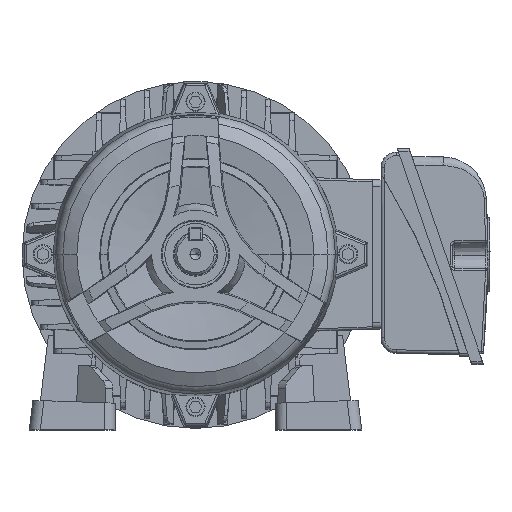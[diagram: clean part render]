
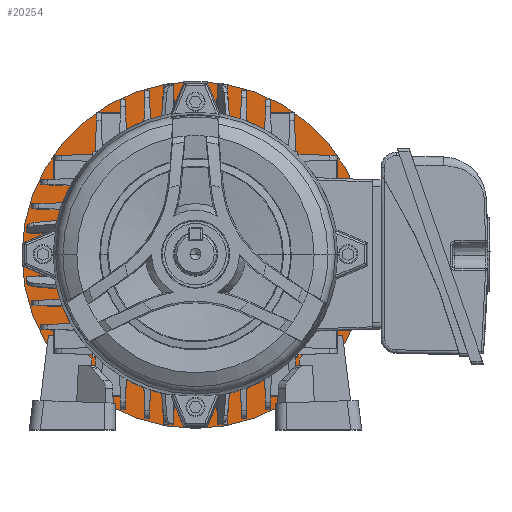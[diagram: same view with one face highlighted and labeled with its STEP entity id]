
A CAD part, top view. The second image highlights one B-rep face of the part: STEP entity #20254.
In plain terms, the highlighted face is planar.
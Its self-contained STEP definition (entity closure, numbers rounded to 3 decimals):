
#9150 = DIRECTION ( 'NONE',  ( 0., 0., -1. ) ) ;
#10775 = EDGE_CURVE ( 'NONE', #15716, #42751, #61476, .T. ) ;
#13217 = PLANE ( 'NONE',  #15809 ) ;
#13418 = DIRECTION ( 'NONE',  ( -1., 0., 0. ) ) ;
#15716 = VERTEX_POINT ( 'NONE', #51671 ) ;
#15809 = AXIS2_PLACEMENT_3D ( 'NONE', #47687, #37092, #13418 ) ;
#19075 = CARTESIAN_POINT ( 'NONE',  ( 79., 0., 0. ) ) ;
#20254 = ADVANCED_FACE ( 'NONE', ( #37157 ), #13217, .T. ) ;
#22844 = DIRECTION ( 'NONE',  ( 0., 0., -1. ) ) ;
#25585 = EDGE_LOOP ( 'NONE', ( #33795, #41287 ) ) ;
#28018 = CARTESIAN_POINT ( 'NONE',  ( 0., 0., 0. ) ) ;
#33491 = EDGE_CURVE ( 'NONE', #42751, #15716, #59372, .T. ) ;
#33658 = CARTESIAN_POINT ( 'NONE',  ( 0., 0., 0. ) ) ;
#33795 = ORIENTED_EDGE ( 'NONE', *, *, #10775, .T. ) ;
#37092 = DIRECTION ( 'NONE',  ( 0., 0., -1. ) ) ;
#37157 = FACE_OUTER_BOUND ( 'NONE', #25585, .T. ) ;
#41287 = ORIENTED_EDGE ( 'NONE', *, *, #33491, .T. ) ;
#42751 = VERTEX_POINT ( 'NONE', #19075 ) ;
#43659 = DIRECTION ( 'NONE',  ( -1., 0., 0. ) ) ;
#45934 = AXIS2_PLACEMENT_3D ( 'NONE', #28018, #22844, #58083 ) ;
#47687 = CARTESIAN_POINT ( 'NONE',  ( 0., 0., 0. ) ) ;
#51671 = CARTESIAN_POINT ( 'NONE',  ( -79., 0., 0. ) ) ;
#58083 = DIRECTION ( 'NONE',  ( -1., 0., 0. ) ) ;
#59372 = CIRCLE ( 'NONE', #59715, 79. ) ;
#59715 = AXIS2_PLACEMENT_3D ( 'NONE', #33658, #9150, #43659 ) ;
#61476 = CIRCLE ( 'NONE', #45934, 79. ) ;
